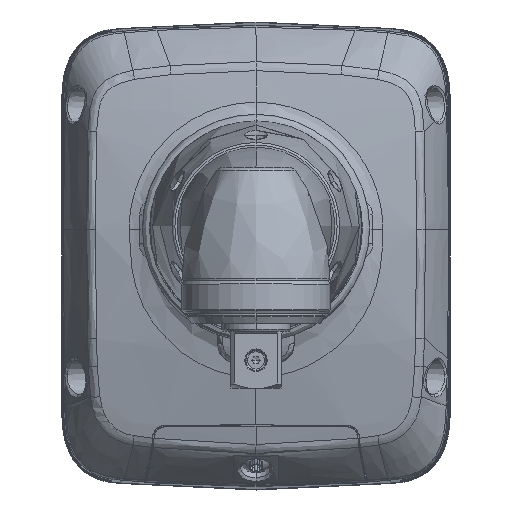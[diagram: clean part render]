
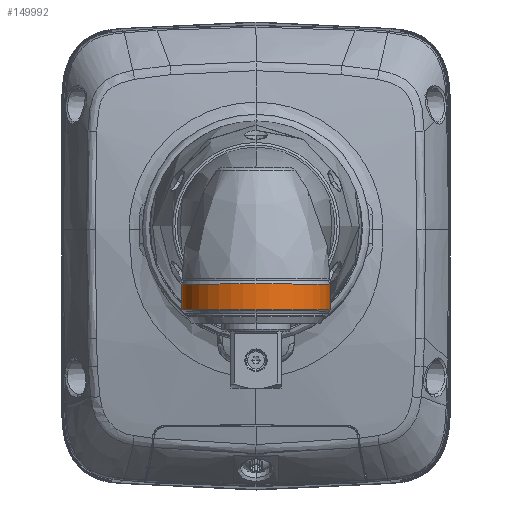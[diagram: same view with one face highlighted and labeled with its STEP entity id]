
A CAD part, top view. The second image highlights one B-rep face of the part: STEP entity #149992.
In plain terms, the highlighted cylindrical face has radius 14 mm (diameter 28 mm), a partial arc.
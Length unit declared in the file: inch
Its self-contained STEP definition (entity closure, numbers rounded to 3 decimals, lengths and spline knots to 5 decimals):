
#26924=CARTESIAN_POINT('',(0.,-0.43725,9.56693));
#26925=DIRECTION('',(0.,-1.,0.));
#26926=DIRECTION('',(1.,0.,0.));
#26927=AXIS2_PLACEMENT_3D('',#26924,#26925,#26926);
#26929=DIRECTION('',(0.,-1.,0.));
#26930=VECTOR('',#26929,0.19242);
#26931=CARTESIAN_POINT('',(0.55118,-0.43725,
9.56693));
#26932=LINE('',#26931,#26930);
#26933=DIRECTION('',(0.,-1.,0.));
#26934=VECTOR('',#26933,0.19242);
#26935=CARTESIAN_POINT('',(-0.55118,-0.43725,
9.56693));
#26936=LINE('',#26935,#26934);
#26950=CARTESIAN_POINT('',(0.,-0.62968,9.56693));
#26951=DIRECTION('',(0.,1.,0.));
#26952=DIRECTION('',(-1.,0.,0.));
#26953=AXIS2_PLACEMENT_3D('',#26950,#26951,#26952);
#109003=CARTESIAN_POINT('',(0.55118,-0.62968,
9.56693));
#109005=VERTEX_POINT('',#109003);
#109009=CARTESIAN_POINT('',(-0.55118,-0.62968,
9.56693));
#109010=VERTEX_POINT('',#109009);
#109011=CARTESIAN_POINT('',(-0.55118,-0.43725,
9.56693));
#109012=CARTESIAN_POINT('',(0.55118,-0.43725,
9.56693));
#109013=VERTEX_POINT('',#109011);
#109014=VERTEX_POINT('',#109012);
#149978=CARTESIAN_POINT('',(0.,-0.40138,9.56693));
#149979=DIRECTION('',(0.,-1.,0.));
#149980=DIRECTION('',(-1.,0.,0.));
#149981=AXIS2_PLACEMENT_3D('',#149978,#149979,#149980);
#149982=CYLINDRICAL_SURFACE('',#149981,0.55118);
#149983=ORIENTED_EDGE('',*,*,#149972,.F.);
#149985=ORIENTED_EDGE('',*,*,#149984,.T.);
#149987=ORIENTED_EDGE('',*,*,#149986,.F.);
#149989=ORIENTED_EDGE('',*,*,#149988,.F.);
#149990=EDGE_LOOP('',(#149983,#149985,#149987,#149989));
#149991=FACE_OUTER_BOUND('',#149990,.F.);
#149992=ADVANCED_FACE('',(#149991),#149982,.T.);
#26928=CIRCLE('',#26927,0.55118);
#26954=CIRCLE('',#26953,0.55118);
#149972=EDGE_CURVE('',#109014,#109013,#26928,.T.);
#149984=EDGE_CURVE('',#109014,#109005,#26932,.T.);
#149986=EDGE_CURVE('',#109010,#109005,#26954,.T.);
#149988=EDGE_CURVE('',#109013,#109010,#26936,.T.);
